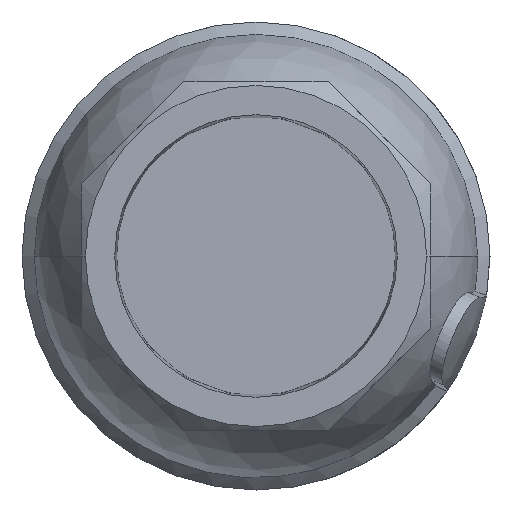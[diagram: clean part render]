
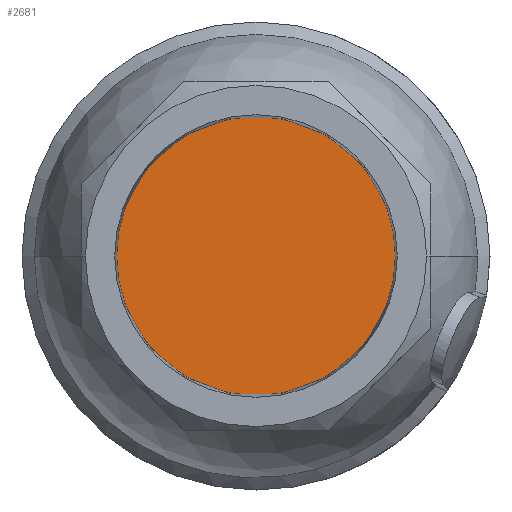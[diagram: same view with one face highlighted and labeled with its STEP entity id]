
A CAD part, front view. The second image highlights one B-rep face of the part: STEP entity #2681.
In plain terms, the highlighted planar face has unit normal (0, -1, 0).
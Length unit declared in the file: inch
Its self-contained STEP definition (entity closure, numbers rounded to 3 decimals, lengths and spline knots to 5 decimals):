
#1822=CARTESIAN_POINT('',(0.,0.5,0.));
#1823=DIRECTION('',(0.,-1.,0.));
#1824=DIRECTION('',(-1.,0.,0.));
#1825=AXIS2_PLACEMENT_3D('',#1822,#1823,#1824);
#1827=CARTESIAN_POINT('',(0.,0.5,0.));
#1828=DIRECTION('',(0.,-1.,0.));
#1829=DIRECTION('',(1.,0.,0.));
#1830=AXIS2_PLACEMENT_3D('',#1827,#1828,#1829);
#1934=CARTESIAN_POINT('',(-1.09789,0.5,0.));
#1935=CARTESIAN_POINT('',(1.09789,0.5,0.));
#1936=VERTEX_POINT('',#1934);
#1937=VERTEX_POINT('',#1935);
#2671=CARTESIAN_POINT('',(0.,0.5,0.));
#2672=DIRECTION('',(0.,1.,0.));
#2673=DIRECTION('',(-0.957,0.,-0.291));
#2674=AXIS2_PLACEMENT_3D('',#2671,#2672,#2673);
#2675=PLANE('',#2674);
#2676=ORIENTED_EDGE('',*,*,#2654,.F.);
#2678=ORIENTED_EDGE('',*,*,#2677,.F.);
#2679=EDGE_LOOP('',(#2676,#2678));
#2680=FACE_OUTER_BOUND('',#2679,.F.);
#1826=CIRCLE('',#1825,1.09789);
#1831=CIRCLE('',#1830,1.09789);
#2654=EDGE_CURVE('',#1936,#1937,#1826,.T.);
#2677=EDGE_CURVE('',#1937,#1936,#1831,.T.);
#2681=ADVANCED_FACE('',(#2680),#2675,.F.);
